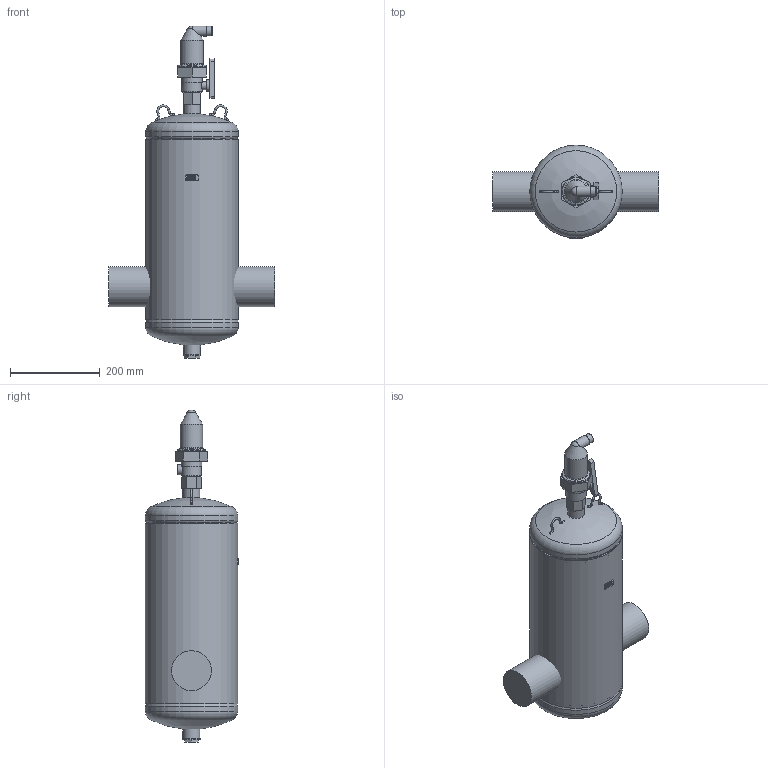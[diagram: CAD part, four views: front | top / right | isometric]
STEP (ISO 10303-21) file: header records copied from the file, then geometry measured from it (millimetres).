
FILE_DESCRIPTION(/* description */ (''),/* implementation_level */ '2;1');
FILE_NAME(/* name */ '3d_ExvoidA88.9-8251120.stp',/* time_stamp */ '2021-07-20T07:17:22+02:00',/* author */ ('Andrzej'),/* organization */ (''),/* preprocessor_version */ 'ST-DEVELOPER v16.13',/* originating_system */ 'AutoCAD Mechanical',/* authorisation */ '');
FILE_SCHEMA (('AUTOMOTIVE_DESIGN { 1 0 10303 214 3 1 1 }'));
Length unit declared in the file: millimetre
Products named in the file (1): Product
Bounding box: 370 x 208.49 x 740 mm (x, y, z)
Volume: 19388066.7 mm3; surface area: 681789.5 mm2
Topology: 17 solids, 17 shells, 287 faces, 707 edges, 462 vertices
Faces by surface type: plane 161, cylinder 106, torus 10, cone 7, bspline 2, sphere 1
Full cylindrical faces by diameter (mm): 4 x8, 16.662 x1, 17.2 x1, 18 x1, 21.3 x1, 22 x1, 23 x1, 26 x1, 38 x2, 40 x1, 45 x1, 46 x1, 50 x1, 63 x1, 88.9 x1, 201.8 x2, 206 x3
Entity records: 8559 total; most frequent: CARTESIAN_POINT 1786, DIRECTION 1438, ORIENTED_EDGE 1306, EDGE_CURVE 653, AXIS2_PLACEMENT_3D 518, VERTEX_POINT 453, LINE 402, VECTOR 402
